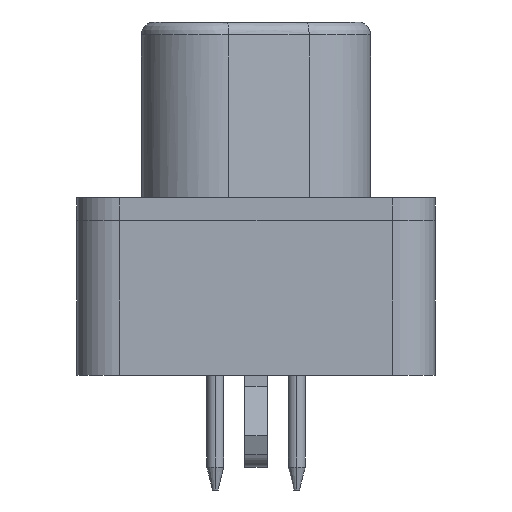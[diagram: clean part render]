
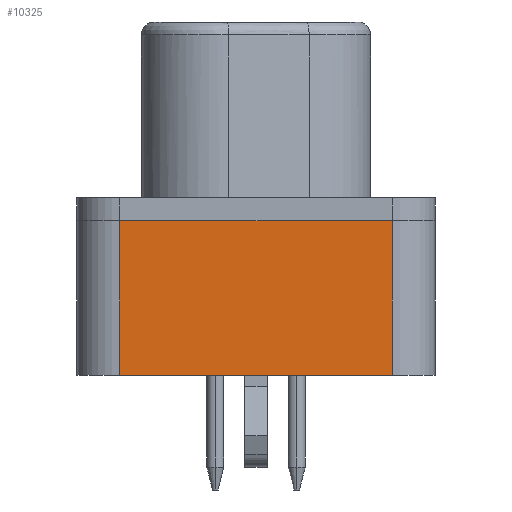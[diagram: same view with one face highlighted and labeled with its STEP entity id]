
A CAD part, left-side view. The second image highlights one B-rep face of the part: STEP entity #10325.
In plain terms, the highlighted planar face has unit normal (-1, 0, 0).
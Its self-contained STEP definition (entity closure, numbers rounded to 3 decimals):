
#10267=CARTESIAN_POINT('',(-26.6,-4.75,0.));
#10268=VERTEX_POINT('',#10267);
#10277=CARTESIAN_POINT('',(-26.6,-4.75,5.4));
#10278=VERTEX_POINT('',#10277);
#10286=CARTESIAN_POINT('',(-26.6,-4.75,5.4));
#10287=DIRECTION('',(0.0,0.0,-1.0));
#10288=VECTOR('',#10287,5.4);
#10289=LINE('',#10286,#10288);
#10290=EDGE_CURVE('',#10278,#10268,#10289,.T.);
#10295=CARTESIAN_POINT('',(-26.6,4.75,6.2));
#10296=DIRECTION('',(-1.0,0.0,0.0));
#10297=DIRECTION('',(0.0,0.0,-1.0));
#10298=AXIS2_PLACEMENT_3D('',#10295,#10296,#10297);
#10299=PLANE('',#10298);
#10300=CARTESIAN_POINT('',(-26.6,4.75,0.));
#10301=VERTEX_POINT('',#10300);
#10302=CARTESIAN_POINT('',(-26.6,4.75,0.0));
#10303=DIRECTION('',(0.0,-1.0,0.0));
#10304=VECTOR('',#10303,9.5);
#10305=LINE('',#10302,#10304);
#10306=EDGE_CURVE('',#10301,#10268,#10305,.T.);
#10307=ORIENTED_EDGE('',*,*,#10306,.T.);
#10308=ORIENTED_EDGE('',*,*,#10290,.F.);
#10309=CARTESIAN_POINT('',(-26.6,4.75,5.4));
#10310=VERTEX_POINT('',#10309);
#10311=CARTESIAN_POINT('',(-26.6,4.75,5.4));
#10312=DIRECTION('',(0.0,-1.0,0.0));
#10313=VECTOR('',#10312,9.5);
#10314=LINE('',#10311,#10313);
#10315=EDGE_CURVE('',#10310,#10278,#10314,.T.);
#10316=ORIENTED_EDGE('',*,*,#10315,.F.);
#10317=CARTESIAN_POINT('',(-26.6,4.75,5.4));
#10318=DIRECTION('',(0.0,0.0,-1.0));
#10319=VECTOR('',#10318,5.4);
#10320=LINE('',#10317,#10319);
#10321=EDGE_CURVE('',#10310,#10301,#10320,.T.);
#10322=ORIENTED_EDGE('',*,*,#10321,.T.);
#10323=EDGE_LOOP('',(#10307,#10308,#10316,#10322));
#10324=FACE_OUTER_BOUND('',#10323,.T.);
#10325=ADVANCED_FACE('',(#10324),#10299,.T.);
